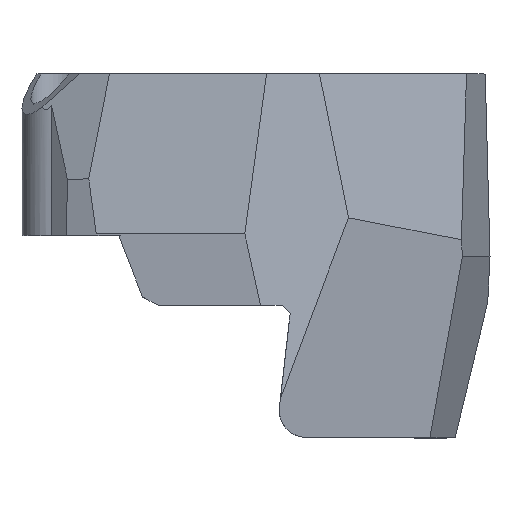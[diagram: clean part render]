
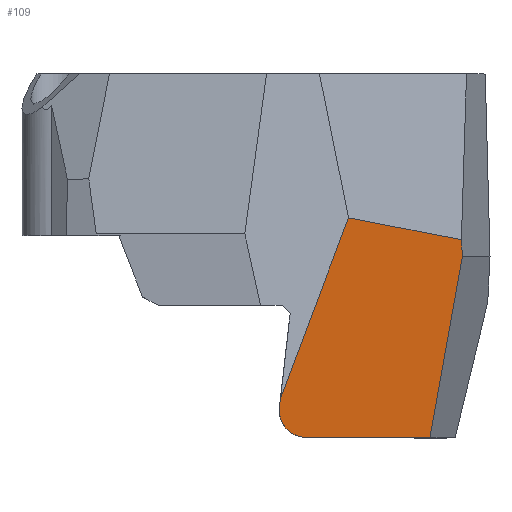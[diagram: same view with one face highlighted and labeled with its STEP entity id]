
A CAD part, top view. The second image highlights one B-rep face of the part: STEP entity #109.
In plain terms, the highlighted planar face has unit normal (0.622, -0.139, 0.771).
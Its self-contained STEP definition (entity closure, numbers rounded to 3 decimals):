
#5 = FACE_OUTER_BOUND ( 'NONE', #107, .T. ) ;
#50 = CARTESIAN_POINT ( 'NONE',  ( -89.746, 102.355, -44.384 ) ) ;
#95 = DIRECTION ( 'NONE',  ( 0.778, 0., -0.628 ) ) ;
#107 = EDGE_LOOP ( 'NONE', ( #2747, #1348, #3029, #3551, #1383, #1673, #2123, #2731 ) ) ;
#109 = ADVANCED_FACE ( 'NONE', ( #5 ), #1697, .T. ) ;
#180 = EDGE_CURVE ( 'NONE', #3841, #3327, #1837, .T. ) ;
#192 = EDGE_CURVE ( 'NONE', #3676, #1218, #3141, .T. ) ;
#264 = EDGE_CURVE ( 'NONE', #1218, #1532, #1160, .T. ) ;
#270 = CARTESIAN_POINT ( 'NONE',  ( -110.137, 85.689, -30.939 ) ) ;
#274 = CARTESIAN_POINT ( 'NONE',  ( -110.005, 86.896, -30.828 ) ) ;
#394 = VECTOR ( 'NONE', #3640, 1000. ) ;
#490 = VECTOR ( 'NONE', #2469, 1000. ) ;
#503 = CARTESIAN_POINT ( 'NONE',  ( -109.17, 94.129, -30.195 ) ) ;
#876 = VERTEX_POINT ( 'NONE', #274 ) ;
#931 =( BOUNDED_CURVE ( )  B_SPLINE_CURVE ( 3, ( #1016, #1339, #270, #3066 ),
 .UNSPECIFIED., .F., .T. ) 
 B_SPLINE_CURVE_WITH_KNOTS ( ( 4, 4 ),
 ( 3.25, 3.364 ),
 .UNSPECIFIED. ) 
 CURVE ( )  GEOMETRIC_REPRESENTATION_ITEM ( )  RATIONAL_B_SPLINE_CURVE ( ( 1., 0.999, 0.999, 1. ) ) 
 REPRESENTATION_ITEM ( '' )  );
#1006 = CARTESIAN_POINT ( 'NONE',  ( -91.239, 99.918, -43.619 ) ) ;
#1016 = CARTESIAN_POINT ( 'NONE',  ( -110.118, 85.916, -30.914 ) ) ;
#1030 = LINE ( 'NONE', #3147, #490 ) ;
#1046 = DIRECTION ( 'NONE',  ( -0.218, -0.976, 0. ) ) ;
#1117 = EDGE_CURVE ( 'NONE', #876, #3054, #1957, .T. ) ;
#1160 = LINE ( 'NONE', #3540, #2750 ) ;
#1218 = VERTEX_POINT ( 'NONE', #4006 ) ;
#1259 = CARTESIAN_POINT ( 'NONE',  ( -90.3, 99.745, -44.407 ) ) ;
#1323 = VERTEX_POINT ( 'NONE', #1704 ) ;
#1339 = CARTESIAN_POINT ( 'NONE',  ( -110.131, 85.802, -30.924 ) ) ;
#1348 = ORIENTED_EDGE ( 'NONE', *, *, #3286, .T. ) ;
#1383 = ORIENTED_EDGE ( 'NONE', *, *, #4031, .T. ) ;
#1532 = VERTEX_POINT ( 'NONE', #1863 ) ;
#1546 = EDGE_CURVE ( 'NONE', #1323, #876, #3910, .T. ) ;
#1673 = ORIENTED_EDGE ( 'NONE', *, *, #180, .F. ) ;
#1697 = PLANE ( 'NONE',  #3324 ) ;
#1704 = CARTESIAN_POINT ( 'NONE',  ( -110.118, 85.916, -30.914 ) ) ;
#1746 = EDGE_CURVE ( 'NONE', #3054, #3841, #1030, .T. ) ;
#1837 = LINE ( 'NONE', #50, #4484 ) ;
#1863 = CARTESIAN_POINT ( 'NONE',  ( -93.378, 82.575, -45.025 ) ) ;
#1957 = LINE ( 'NONE', #4278, #2998 ) ;
#1977 = VECTOR ( 'NONE', #2660, 1000. ) ;
#2123 = ORIENTED_EDGE ( 'NONE', *, *, #1746, .F. ) ;
#2207 = DIRECTION ( 'NONE',  ( 0.058, -0.973, -0.222 ) ) ;
#2284 = CARTESIAN_POINT ( 'NONE',  ( -89.877, 104.579, -43.876 ) ) ;
#2361 = CARTESIAN_POINT ( 'NONE',  ( -89.767, 102.72, -44.3 ) ) ;
#2469 = DIRECTION ( 'NONE',  ( 0.757, -0.146, -0.637 ) ) ;
#2613 = LINE ( 'NONE', #1259, #1977 ) ;
#2660 = DIRECTION ( 'NONE',  ( 0.176, 0.984, 0.035 ) ) ;
#2727 = DIRECTION ( 'NONE',  ( 0.622, -0.139, 0.771 ) ) ;
#2731 = ORIENTED_EDGE ( 'NONE', *, *, #1117, .F. ) ;
#2747 = ORIENTED_EDGE ( 'NONE', *, *, #1546, .F. ) ;
#2750 = VECTOR ( 'NONE', #95, 1000. ) ;
#2998 = VECTOR ( 'NONE', #3244, 1000. ) ;
#3029 = ORIENTED_EDGE ( 'NONE', *, *, #192, .T. ) ;
#3054 = VERTEX_POINT ( 'NONE', #3829 ) ;
#3066 = CARTESIAN_POINT ( 'NONE',  ( -110.138, 85.575, -30.96 ) ) ;
#3141 =( BOUNDED_CURVE ( )  B_SPLINE_CURVE ( 3, ( #3584, #3192, #4250, #3858 ),
 .UNSPECIFIED., .F., .T. ) 
 B_SPLINE_CURVE_WITH_KNOTS ( ( 4, 4 ),
 ( 3.364, 4.935 ),
 .UNSPECIFIED. ) 
 CURVE ( )  GEOMETRIC_REPRESENTATION_ITEM ( )  RATIONAL_B_SPLINE_CURVE ( ( 1., 0.805, 0.805, 1. ) ) 
 REPRESENTATION_ITEM ( '' )  );
#3147 = CARTESIAN_POINT ( 'NONE',  ( -94.403, 105.45, -40.067 ) ) ;
#3192 = CARTESIAN_POINT ( 'NONE',  ( -110.141, 83.817, -31.274 ) ) ;
#3244 = DIRECTION ( 'NONE',  ( 0.35, 0.93, -0.115 ) ) ;
#3286 = EDGE_CURVE ( 'NONE', #1323, #3676, #931, .T. ) ;
#3324 = AXIS2_PLACEMENT_3D ( 'NONE', #1006, #2727, #1046 ) ;
#3327 = VERTEX_POINT ( 'NONE', #2361 ) ;
#3477 = CARTESIAN_POINT ( 'NONE',  ( -110.138, 85.575, -30.96 ) ) ;
#3540 = CARTESIAN_POINT ( 'NONE',  ( -91.568, 82.575, -46.485 ) ) ;
#3551 = ORIENTED_EDGE ( 'NONE', *, *, #264, .T. ) ;
#3584 = CARTESIAN_POINT ( 'NONE',  ( -110.138, 85.575, -30.96 ) ) ;
#3640 = DIRECTION ( 'NONE',  ( 0.114, 0.99, 0.087 ) ) ;
#3676 = VERTEX_POINT ( 'NONE', #3477 ) ;
#3829 = CARTESIAN_POINT ( 'NONE',  ( -102.435, 106.997, -33.306 ) ) ;
#3841 = VERTEX_POINT ( 'NONE', #2284 ) ;
#3858 = CARTESIAN_POINT ( 'NONE',  ( -107.167, 82.575, -33.898 ) ) ;
#3910 = LINE ( 'NONE', #503, #394 ) ;
#4006 = CARTESIAN_POINT ( 'NONE',  ( -107.167, 82.575, -33.898 ) ) ;
#4031 = EDGE_CURVE ( 'NONE', #1532, #3327, #2613, .T. ) ;
#4250 = CARTESIAN_POINT ( 'NONE',  ( -108.91, 82.575, -32.492 ) ) ;
#4278 = CARTESIAN_POINT ( 'NONE',  ( -103.947, 102.983, -32.811 ) ) ;
#4484 = VECTOR ( 'NONE', #2207, 1000. ) ;
